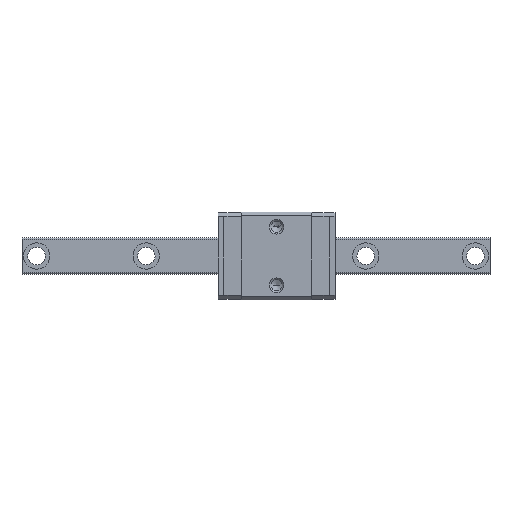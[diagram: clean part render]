
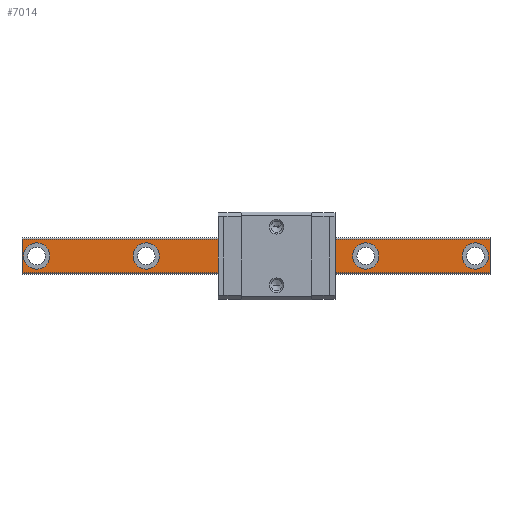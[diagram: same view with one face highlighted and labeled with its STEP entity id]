
A CAD part, top view. The second image highlights one B-rep face of the part: STEP entity #7014.
In plain terms, the highlighted planar face has unit normal (0, 0, 1).
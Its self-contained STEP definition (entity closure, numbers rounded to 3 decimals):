
#46 = VERTEX_POINT ( 'NONE', #5954 ) ;
#211 = AXIS2_PLACEMENT_3D ( 'NONE', #2853, #8771, #355 ) ;
#235 = EDGE_CURVE ( 'NONE', #8152, #9899, #393, .T. ) ;
#355 = DIRECTION ( 'NONE',  ( 1., 0., 0. ) ) ;
#393 = LINE ( 'NONE', #9634, #10105 ) ;
#399 = CIRCLE ( 'NONE', #566, 1.8 ) ;
#471 = CIRCLE ( 'NONE', #4716, 1.8 ) ;
#492 = DIRECTION ( 'NONE',  ( 1., 0., 0. ) ) ;
#521 = CARTESIAN_POINT ( 'NONE',  ( 28.2, 0., 3.6 ) ) ;
#566 = AXIS2_PLACEMENT_3D ( 'NONE', #9873, #3918, #8236 ) ;
#581 = DIRECTION ( 'NONE',  ( 0., 0., -1. ) ) ;
#689 = CARTESIAN_POINT ( 'NONE',  ( 62., 2.3, 3.6 ) ) ;
#698 = VERTEX_POINT ( 'NONE', #2947 ) ;
#942 = AXIS2_PLACEMENT_3D ( 'NONE', #10242, #2695, #5023 ) ;
#1028 = VERTEX_POINT ( 'NONE', #1408 ) ;
#1094 = DIRECTION ( 'NONE',  ( 0., -1., 0. ) ) ;
#1121 = AXIS2_PLACEMENT_3D ( 'NONE', #6204, #1224, #5373 ) ;
#1166 = FACE_BOUND ( 'NONE', #5920, .T. ) ;
#1186 = EDGE_CURVE ( 'NONE', #2701, #4016, #6790, .T. ) ;
#1224 = DIRECTION ( 'NONE',  ( 0., 0., -1. ) ) ;
#1395 = LINE ( 'NONE', #8295, #1649 ) ;
#1408 = CARTESIAN_POINT ( 'NONE',  ( 13.2, 0., 3.6 ) ) ;
#1474 = CIRCLE ( 'NONE', #1648, 1.8 ) ;
#1648 = AXIS2_PLACEMENT_3D ( 'NONE', #4071, #8985, #10850 ) ;
#1649 = VECTOR ( 'NONE', #10000, 1000. ) ;
#1655 = VECTOR ( 'NONE', #10784, 1000. ) ;
#1794 = CARTESIAN_POINT ( 'NONE',  ( -2., -2.3, 3.6 ) ) ;
#1795 = CARTESIAN_POINT ( 'NONE',  ( 15., 0., 3.6 ) ) ;
#1888 = CARTESIAN_POINT ( 'NONE',  ( 58.2, 0., 3.6 ) ) ;
#1955 = VERTEX_POINT ( 'NONE', #5320 ) ;
#2042 = DIRECTION ( 'NONE',  ( 1., 0., 0. ) ) ;
#2052 = FACE_BOUND ( 'NONE', #9909, .T. ) ;
#2194 = CARTESIAN_POINT ( 'NONE',  ( -2., -2.3, 3.6 ) ) ;
#2250 = ORIENTED_EDGE ( 'NONE', *, *, #235, .F. ) ;
#2349 = CARTESIAN_POINT ( 'NONE',  ( 30., 0., 3.6 ) ) ;
#2531 = ORIENTED_EDGE ( 'NONE', *, *, #9971, .T. ) ;
#2542 = AXIS2_PLACEMENT_3D ( 'NONE', #1795, #10903, #7723 ) ;
#2547 = EDGE_LOOP ( 'NONE', ( #5382, #10543 ) ) ;
#2551 = ORIENTED_EDGE ( 'NONE', *, *, #4449, .T. ) ;
#2646 = ORIENTED_EDGE ( 'NONE', *, *, #5560, .T. ) ;
#2695 = DIRECTION ( 'NONE',  ( 0., 0., -1. ) ) ;
#2701 = VERTEX_POINT ( 'NONE', #521 ) ;
#2758 = EDGE_LOOP ( 'NONE', ( #4297, #2646 ) ) ;
#2853 = CARTESIAN_POINT ( 'NONE',  ( 0., 0., 3.6 ) ) ;
#2900 = DIRECTION ( 'NONE',  ( 1., 0., 0. ) ) ;
#2947 = CARTESIAN_POINT ( 'NONE',  ( 61.8, 0., 3.6 ) ) ;
#2989 = FACE_BOUND ( 'NONE', #2758, .T. ) ;
#3063 = EDGE_CURVE ( 'NONE', #4016, #2701, #471, .T. ) ;
#3256 = VERTEX_POINT ( 'NONE', #1794 ) ;
#3423 = CARTESIAN_POINT ( 'NONE',  ( 46.8, 0., 3.6 ) ) ;
#3473 = AXIS2_PLACEMENT_3D ( 'NONE', #2349, #7546, #10840 ) ;
#3603 = CARTESIAN_POINT ( 'NONE',  ( -2., 2.3, 3.6 ) ) ;
#3766 = AXIS2_PLACEMENT_3D ( 'NONE', #6189, #10369, #2042 ) ;
#3819 = VERTEX_POINT ( 'NONE', #9725 ) ;
#3909 = ORIENTED_EDGE ( 'NONE', *, *, #9746, .T. ) ;
#3918 = DIRECTION ( 'NONE',  ( 0., 0., -1. ) ) ;
#3922 = ORIENTED_EDGE ( 'NONE', *, *, #7611, .F. ) ;
#4016 = VERTEX_POINT ( 'NONE', #8963 ) ;
#4071 = CARTESIAN_POINT ( 'NONE',  ( 60., 0., 3.6 ) ) ;
#4073 = VERTEX_POINT ( 'NONE', #7578 ) ;
#4126 = CARTESIAN_POINT ( 'NONE',  ( 30., 0., 3.6 ) ) ;
#4297 = ORIENTED_EDGE ( 'NONE', *, *, #4765, .T. ) ;
#4437 = EDGE_CURVE ( 'NONE', #1028, #8165, #399, .T. ) ;
#4449 = EDGE_CURVE ( 'NONE', #3256, #3819, #7446, .T. ) ;
#4555 = ORIENTED_EDGE ( 'NONE', *, *, #4437, .T. ) ;
#4594 = EDGE_LOOP ( 'NONE', ( #3909, #7054 ) ) ;
#4716 = AXIS2_PLACEMENT_3D ( 'NONE', #4126, #9150, #6718 ) ;
#4765 = EDGE_CURVE ( 'NONE', #46, #1955, #4992, .T. ) ;
#4992 = CIRCLE ( 'NONE', #211, 1.8 ) ;
#5023 = DIRECTION ( 'NONE',  ( 1., 0., 0. ) ) ;
#5100 = CARTESIAN_POINT ( 'NONE',  ( 16.8, 0., 3.6 ) ) ;
#5196 = CIRCLE ( 'NONE', #1121, 1.8 ) ;
#5269 = EDGE_CURVE ( 'NONE', #9899, #3819, #1395, .T. ) ;
#5320 = CARTESIAN_POINT ( 'NONE',  ( 1.8, 0., 3.6 ) ) ;
#5363 = DIRECTION ( 'NONE',  ( 0., 0., 1. ) ) ;
#5373 = DIRECTION ( 'NONE',  ( 1., 0., 0. ) ) ;
#5382 = ORIENTED_EDGE ( 'NONE', *, *, #1186, .T. ) ;
#5426 = FACE_OUTER_BOUND ( 'NONE', #9021, .T. ) ;
#5560 = EDGE_CURVE ( 'NONE', #1955, #46, #5196, .T. ) ;
#5714 = CIRCLE ( 'NONE', #942, 1.8 ) ;
#5920 = EDGE_LOOP ( 'NONE', ( #4555, #6007 ) ) ;
#5954 = CARTESIAN_POINT ( 'NONE',  ( -1.8, 0., 3.6 ) ) ;
#6007 = ORIENTED_EDGE ( 'NONE', *, *, #10052, .T. ) ;
#6189 = CARTESIAN_POINT ( 'NONE',  ( 45., 0., 3.6 ) ) ;
#6204 = CARTESIAN_POINT ( 'NONE',  ( 0., 0., 3.6 ) ) ;
#6254 = FACE_BOUND ( 'NONE', #4594, .T. ) ;
#6558 = LINE ( 'NONE', #2194, #1655 ) ;
#6641 = AXIS2_PLACEMENT_3D ( 'NONE', #9551, #5363, #1094 ) ;
#6718 = DIRECTION ( 'NONE',  ( 1., 0., 0. ) ) ;
#6790 = CIRCLE ( 'NONE', #3473, 1.8 ) ;
#7014 = ADVANCED_FACE ( 'NONE', ( #5426, #2989, #1166, #8013, #6254, #2052 ), #10424, .T. ) ;
#7054 = ORIENTED_EDGE ( 'NONE', *, *, #9998, .T. ) ;
#7101 = ORIENTED_EDGE ( 'NONE', *, *, #5269, .F. ) ;
#7331 = EDGE_CURVE ( 'NONE', #698, #10734, #5714, .T. ) ;
#7336 = DIRECTION ( 'NONE',  ( 1., 0., 0. ) ) ;
#7446 = LINE ( 'NONE', #10804, #9043 ) ;
#7461 = CIRCLE ( 'NONE', #3766, 1.8 ) ;
#7546 = DIRECTION ( 'NONE',  ( 0., 0., -1. ) ) ;
#7578 = CARTESIAN_POINT ( 'NONE',  ( 43.2, 0., 3.6 ) ) ;
#7611 = EDGE_CURVE ( 'NONE', #3256, #8152, #6558, .T. ) ;
#7723 = DIRECTION ( 'NONE',  ( 1., 0., 0. ) ) ;
#8013 = FACE_BOUND ( 'NONE', #2547, .T. ) ;
#8152 = VERTEX_POINT ( 'NONE', #3603 ) ;
#8165 = VERTEX_POINT ( 'NONE', #5100 ) ;
#8236 = DIRECTION ( 'NONE',  ( 1., 0., 0. ) ) ;
#8295 = CARTESIAN_POINT ( 'NONE',  ( 62., -2.3, 3.6 ) ) ;
#8529 = CIRCLE ( 'NONE', #2542, 1.8 ) ;
#8719 = CIRCLE ( 'NONE', #10108, 1.8 ) ;
#8771 = DIRECTION ( 'NONE',  ( 0., 0., -1. ) ) ;
#8963 = CARTESIAN_POINT ( 'NONE',  ( 31.8, 0., 3.6 ) ) ;
#8985 = DIRECTION ( 'NONE',  ( 0., 0., -1. ) ) ;
#9021 = EDGE_LOOP ( 'NONE', ( #7101, #2250, #3922, #2551 ) ) ;
#9043 = VECTOR ( 'NONE', #492, 1000. ) ;
#9150 = DIRECTION ( 'NONE',  ( 0., 0., -1. ) ) ;
#9551 = CARTESIAN_POINT ( 'NONE',  ( -5., -2.3, 3.6 ) ) ;
#9634 = CARTESIAN_POINT ( 'NONE',  ( -5., 2.3, 3.6 ) ) ;
#9668 = VERTEX_POINT ( 'NONE', #3423 ) ;
#9725 = CARTESIAN_POINT ( 'NONE',  ( 62., -2.3, 3.6 ) ) ;
#9746 = EDGE_CURVE ( 'NONE', #4073, #9668, #7461, .T. ) ;
#9863 = CARTESIAN_POINT ( 'NONE',  ( 45., 0., 3.6 ) ) ;
#9873 = CARTESIAN_POINT ( 'NONE',  ( 15., 0., 3.6 ) ) ;
#9899 = VERTEX_POINT ( 'NONE', #689 ) ;
#9909 = EDGE_LOOP ( 'NONE', ( #2531, #10511 ) ) ;
#9971 = EDGE_CURVE ( 'NONE', #10734, #698, #1474, .T. ) ;
#9998 = EDGE_CURVE ( 'NONE', #9668, #4073, #8719, .T. ) ;
#10000 = DIRECTION ( 'NONE',  ( 0., -1., 0. ) ) ;
#10052 = EDGE_CURVE ( 'NONE', #8165, #1028, #8529, .T. ) ;
#10105 = VECTOR ( 'NONE', #2900, 1000. ) ;
#10108 = AXIS2_PLACEMENT_3D ( 'NONE', #9863, #581, #7336 ) ;
#10242 = CARTESIAN_POINT ( 'NONE',  ( 60., 0., 3.6 ) ) ;
#10369 = DIRECTION ( 'NONE',  ( 0., 0., -1. ) ) ;
#10424 = PLANE ( 'NONE',  #6641 ) ;
#10511 = ORIENTED_EDGE ( 'NONE', *, *, #7331, .T. ) ;
#10543 = ORIENTED_EDGE ( 'NONE', *, *, #3063, .T. ) ;
#10734 = VERTEX_POINT ( 'NONE', #1888 ) ;
#10784 = DIRECTION ( 'NONE',  ( 0., 1., 0. ) ) ;
#10804 = CARTESIAN_POINT ( 'NONE',  ( -5., -2.3, 3.6 ) ) ;
#10840 = DIRECTION ( 'NONE',  ( 1., 0., 0. ) ) ;
#10850 = DIRECTION ( 'NONE',  ( 1., 0., 0. ) ) ;
#10903 = DIRECTION ( 'NONE',  ( 0., 0., -1. ) ) ;
